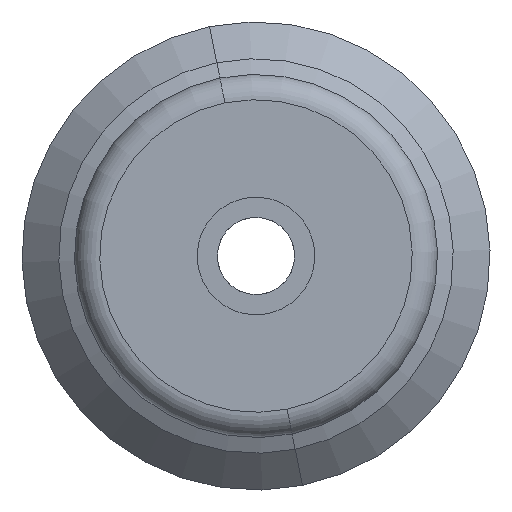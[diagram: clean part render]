
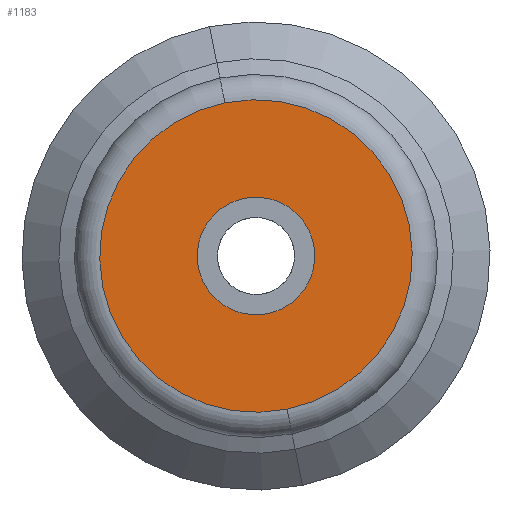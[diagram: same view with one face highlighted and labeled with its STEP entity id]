
A CAD part, front view. The second image highlights one B-rep face of the part: STEP entity #1183.
In plain terms, the highlighted planar face has unit normal (0, -1, 0).
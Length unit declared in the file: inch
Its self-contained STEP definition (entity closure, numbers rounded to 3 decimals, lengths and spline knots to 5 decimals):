
#10 = VERTEX_POINT ( 'NONE', #1407 ) ;
#43 = CARTESIAN_POINT ( 'NONE',  ( 0., -0.14202, 0. ) ) ;
#48 = AXIS2_PLACEMENT_3D ( 'NONE', #97, #531, #1444 ) ;
#97 = CARTESIAN_POINT ( 'NONE',  ( 0., -0.14202, 0. ) ) ;
#116 = CARTESIAN_POINT ( 'NONE',  ( -0.00375, -0.14202, -0.04635 ) ) ;
#119 = DIRECTION ( 'NONE',  ( -0.199, 0., 0.98 ) ) ;
#139 = CIRCLE ( 'NONE', #1102, 0.1235 ) ;
#200 = EDGE_LOOP ( 'NONE', ( #972, #788 ) ) ;
#206 = VERTEX_POINT ( 'NONE', #116 ) ;
#219 = DIRECTION ( 'NONE',  ( 0., -1., 0. ) ) ;
#251 = EDGE_CURVE ( 'NONE', #10, #822, #139, .T. ) ;
#316 = CIRCLE ( 'NONE', #762, 0.0465 ) ;
#434 = CARTESIAN_POINT ( 'NONE',  ( 0.12104, -0.14202, 0.02455 ) ) ;
#510 = ORIENTED_EDGE ( 'NONE', *, *, #251, .T. ) ;
#531 = DIRECTION ( 'NONE',  ( 0., -1., 0. ) ) ;
#622 = CIRCLE ( 'NONE', #48, 0.1235 ) ;
#669 = AXIS2_PLACEMENT_3D ( 'NONE', #1308, #868, #1079 ) ;
#733 = EDGE_CURVE ( 'NONE', #206, #1061, #316, .T. ) ;
#762 = AXIS2_PLACEMENT_3D ( 'NONE', #43, #1374, #1050 ) ;
#787 = DIRECTION ( 'NONE',  ( 0., -1., 0. ) ) ;
#788 = ORIENTED_EDGE ( 'NONE', *, *, #733, .T. ) ;
#822 = VERTEX_POINT ( 'NONE', #1255 ) ;
#868 = DIRECTION ( 'NONE',  ( 0., 1., 0. ) ) ;
#887 = CARTESIAN_POINT ( 'NONE',  ( 0., -0.14202, 0. ) ) ;
#896 = CIRCLE ( 'NONE', #669, 0.0465 ) ;
#900 = PLANE ( 'NONE',  #1284 ) ;
#972 = ORIENTED_EDGE ( 'NONE', *, *, #1038, .T. ) ;
#1009 = DIRECTION ( 'NONE',  ( -0.199, 0., 0.98 ) ) ;
#1038 = EDGE_CURVE ( 'NONE', #1061, #206, #896, .T. ) ;
#1050 = DIRECTION ( 'NONE',  ( 0., 0., -1. ) ) ;
#1055 = EDGE_CURVE ( 'NONE', #822, #10, #622, .T. ) ;
#1061 = VERTEX_POINT ( 'NONE', #1420 ) ;
#1079 = DIRECTION ( 'NONE',  ( 0., 0., -1. ) ) ;
#1102 = AXIS2_PLACEMENT_3D ( 'NONE', #887, #787, #1009 ) ;
#1126 = FACE_OUTER_BOUND ( 'NONE', #1130, .T. ) ;
#1130 = EDGE_LOOP ( 'NONE', ( #510, #1251 ) ) ;
#1138 = FACE_BOUND ( 'NONE', #200, .T. ) ;
#1183 = ADVANCED_FACE ( 'NONE', ( #1138, #1126 ), #900, .T. ) ;
#1251 = ORIENTED_EDGE ( 'NONE', *, *, #1055, .T. ) ;
#1255 = CARTESIAN_POINT ( 'NONE',  ( 0.02455, -0.14202, -0.12104 ) ) ;
#1284 = AXIS2_PLACEMENT_3D ( 'NONE', #434, #219, #119 ) ;
#1308 = CARTESIAN_POINT ( 'NONE',  ( 0., -0.14202, 0. ) ) ;
#1374 = DIRECTION ( 'NONE',  ( 0., 1., 0. ) ) ;
#1407 = CARTESIAN_POINT ( 'NONE',  ( -0.02455, -0.14202, 0.12104 ) ) ;
#1420 = CARTESIAN_POINT ( 'NONE',  ( 0.00375, -0.14202, 0.04635 ) ) ;
#1444 = DIRECTION ( 'NONE',  ( -0.199, 0., 0.98 ) ) ;
